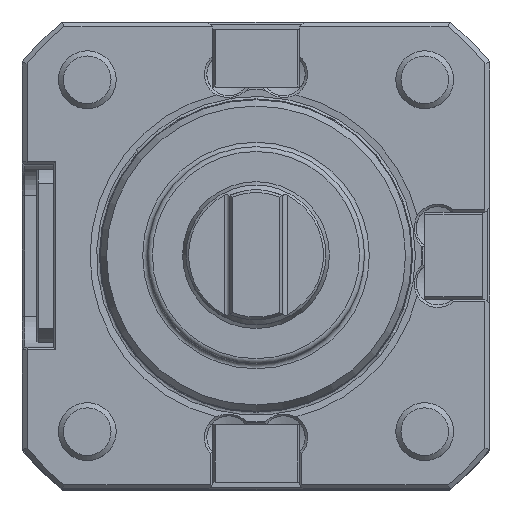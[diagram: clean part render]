
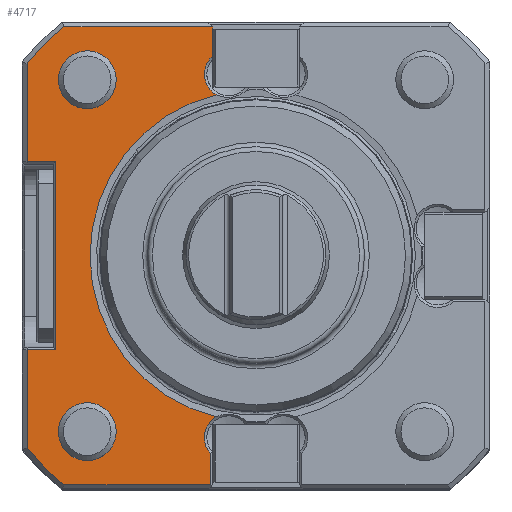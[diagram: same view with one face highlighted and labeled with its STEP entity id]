
A CAD part, top view. The second image highlights one B-rep face of the part: STEP entity #4717.
In plain terms, the highlighted planar face has unit normal (0, 0, 1).
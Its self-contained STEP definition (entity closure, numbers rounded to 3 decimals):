
#167=LINE('',#7652,#481);
#171=LINE('',#7659,#485);
#195=LINE('',#7805,#509);
#196=LINE('',#7807,#510);
#197=LINE('',#7821,#511);
#198=LINE('',#7823,#512);
#201=LINE('',#7829,#515);
#204=LINE('',#7834,#518);
#205=LINE('',#7836,#519);
#206=LINE('',#7842,#520);
#481=VECTOR('',#5922,1000.);
#485=VECTOR('',#5928,1000.);
#509=VECTOR('',#6016,1000.);
#510=VECTOR('',#6019,1000.);
#511=VECTOR('',#6026,1000.);
#512=VECTOR('',#6029,1000.);
#515=VECTOR('',#6034,1000.);
#518=VECTOR('',#6039,1000.);
#519=VECTOR('',#6042,1000.);
#520=VECTOR('',#6049,1000.);
#1439=ORIENTED_EDGE('',*,*,#2572,.F.);
#1440=ORIENTED_EDGE('',*,*,#2573,.F.);
#1441=ORIENTED_EDGE('',*,*,#2571,.T.);
#1442=ORIENTED_EDGE('',*,*,#2570,.T.);
#1443=ORIENTED_EDGE('',*,*,#2567,.T.);
#1444=ORIENTED_EDGE('',*,*,#2564,.T.);
#1445=ORIENTED_EDGE('',*,*,#2563,.T.);
#1446=ORIENTED_EDGE('',*,*,#2561,.T.);
#1447=ORIENTED_EDGE('',*,*,#2559,.T.);
#1448=ORIENTED_EDGE('',*,*,#2558,.T.);
#1449=ORIENTED_EDGE('',*,*,#2553,.T.);
#1450=ORIENTED_EDGE('',*,*,#2538,.T.);
#1451=ORIENTED_EDGE('',*,*,#2509,.T.);
#1452=ORIENTED_EDGE('',*,*,#2574,.F.);
#1453=ORIENTED_EDGE('',*,*,#2504,.F.);
#1454=ORIENTED_EDGE('',*,*,#2500,.T.);
#1455=ORIENTED_EDGE('',*,*,#2499,.T.);
#2499=EDGE_CURVE('',#3112,#3113,#3468,.T.);
#2500=EDGE_CURVE('',#3100,#3112,#167,.T.);
#2504=EDGE_CURVE('',#3100,#3115,#171,.T.);
#2509=EDGE_CURVE('',#3116,#3119,#3470,.T.);
#2538=EDGE_CURVE('',#3137,#3116,#3479,.T.);
#2553=EDGE_CURVE('',#3143,#3137,#3484,.T.);
#2558=EDGE_CURVE('',#3144,#3143,#195,.T.);
#2559=EDGE_CURVE('',#3146,#3144,#196,.T.);
#2561=EDGE_CURVE('',#3147,#3146,#3485,.T.);
#2563=EDGE_CURVE('',#2969,#3147,#197,.T.);
#2564=EDGE_CURVE('',#3148,#2969,#198,.T.);
#2567=EDGE_CURVE('',#3150,#3148,#201,.T.);
#2570=EDGE_CURVE('',#2972,#3150,#204,.T.);
#2571=EDGE_CURVE('',#3113,#2972,#205,.T.);
#2572=EDGE_CURVE('',#3151,#3151,#3486,.T.);
#2573=EDGE_CURVE('',#3152,#3152,#3487,.T.);
#2574=EDGE_CURVE('',#3115,#3119,#206,.T.);
#2969=VERTEX_POINT('',#7156);
#2972=VERTEX_POINT('',#7163);
#3100=VERTEX_POINT('',#7605);
#3112=VERTEX_POINT('',#7644);
#3113=VERTEX_POINT('',#7649);
#3115=VERTEX_POINT('',#7656);
#3116=VERTEX_POINT('',#7666);
#3119=VERTEX_POINT('',#7678);
#3137=VERTEX_POINT('',#7751);
#3143=VERTEX_POINT('',#7794);
#3144=VERTEX_POINT('',#7801);
#3146=VERTEX_POINT('',#7808);
#3147=VERTEX_POINT('',#7815);
#3148=VERTEX_POINT('',#7824);
#3150=VERTEX_POINT('',#7830);
#3151=VERTEX_POINT('',#7839);
#3152=VERTEX_POINT('',#7841);
#3468=CIRCLE('',#5086,62.);
#3470=CIRCLE('',#5091,5.);
#3479=CIRCLE('',#5108,34.429);
#3484=CIRCLE('',#5119,5.);
#3485=CIRCLE('',#5123,62.);
#3486=CIRCLE('',#5130,6.);
#3487=CIRCLE('',#5131,6.);
#3757=EDGE_LOOP('',(#1439));
#3758=EDGE_LOOP('',(#1440));
#3759=EDGE_LOOP('',(#1441,#1442,#1443,#1444,#1445,#1446,#1447,#1448,#1449,
#1450,#1451,#1452,#1453,#1454,#1455));
#4176=FACE_BOUND('',#3757,.T.);
#4177=FACE_BOUND('',#3758,.T.);
#4178=FACE_BOUND('',#3759,.T.);
#4519=PLANE('',#5129);
#4717=ADVANCED_FACE('',(#4176,#4177,#4178),#4519,.T.);
#5086=AXIS2_PLACEMENT_3D('',#7650,#5918,#5919);
#5091=AXIS2_PLACEMENT_3D('',#7679,#5933,#5934);
#5108=AXIS2_PLACEMENT_3D('',#7750,#5982,#5983);
#5119=AXIS2_PLACEMENT_3D('',#7793,#6009,#6010);
#5123=AXIS2_PLACEMENT_3D('',#7814,#6022,#6023);
#5129=AXIS2_PLACEMENT_3D('',#7837,#6043,#6044);
#5130=AXIS2_PLACEMENT_3D('',#7838,#6045,#6046);
#5131=AXIS2_PLACEMENT_3D('',#7840,#6047,#6048);
#5918=DIRECTION('',(0.,0.,1.));
#5919=DIRECTION('',(-1.,0.,0.));
#5922=DIRECTION('',(-1.,0.,0.));
#5928=DIRECTION('',(0.,-1.,0.));
#5933=DIRECTION('',(0.,0.,-1.));
#5934=DIRECTION('',(0.,-1.,0.));
#5982=DIRECTION('',(0.,0.,-1.));
#5983=DIRECTION('',(1.,0.,0.));
#6009=DIRECTION('',(0.,0.,-1.));
#6010=DIRECTION('',(0.,-1.,0.));
#6016=DIRECTION('',(0.,1.,0.));
#6019=DIRECTION('',(1.,0.,0.));
#6022=DIRECTION('',(0.,0.,1.));
#6023=DIRECTION('',(-1.,0.,0.));
#6026=DIRECTION('',(0.,-1.,0.));
#6029=DIRECTION('',(-1.,0.,0.));
#6034=DIRECTION('',(0.,-1.,0.));
#6039=DIRECTION('',(1.,0.,0.));
#6042=DIRECTION('',(0.,-1.,0.));
#6043=DIRECTION('',(0.,0.,1.));
#6044=DIRECTION('',(-1.,0.,0.));
#6045=DIRECTION('',(0.,0.,1.));
#6046=DIRECTION('',(1.,0.,0.));
#6047=DIRECTION('',(0.,0.,1.));
#6048=DIRECTION('',(1.,0.,0.));
#6049=DIRECTION('',(0.,-1.,0.));
#7156=CARTESIAN_POINT('',(-47.5,-19.5,0.));
#7163=CARTESIAN_POINT('',(-47.5,19.5,0.));
#7605=CARTESIAN_POINT('',(-9.,47.5,0.));
#7644=CARTESIAN_POINT('',(-39.847,47.5,0.));
#7649=CARTESIAN_POINT('',(-47.5,39.847,0.));
#7650=CARTESIAN_POINT('',(0.,0.,0.));
#7652=CARTESIAN_POINT('',(-40.209,47.5,0.));
#7656=CARTESIAN_POINT('',(-9.,47.,0.));
#7659=CARTESIAN_POINT('',(-9.,65.,0.));
#7666=CARTESIAN_POINT('',(-8.282,33.418,0.));
#7678=CARTESIAN_POINT('',(-9.,41.456,0.));
#7679=CARTESIAN_POINT('',(-5.7,37.7,0.));
#7750=CARTESIAN_POINT('',(0.,0.,0.));
#7751=CARTESIAN_POINT('',(-8.282,-33.418,0.));
#7793=CARTESIAN_POINT('',(-5.7,-37.7,0.));
#7794=CARTESIAN_POINT('',(-9.5,-40.95,0.));
#7801=CARTESIAN_POINT('',(-9.5,-47.5,0.));
#7805=CARTESIAN_POINT('',(-9.5,0.,0.));
#7807=CARTESIAN_POINT('',(-9.5,-47.5,0.));
#7808=CARTESIAN_POINT('',(-39.847,-47.5,0.));
#7814=CARTESIAN_POINT('',(0.,0.,0.));
#7815=CARTESIAN_POINT('',(-47.5,-39.847,0.));
#7821=CARTESIAN_POINT('',(-47.5,-40.209,0.));
#7823=CARTESIAN_POINT('',(-47.5,-19.5,0.));
#7824=CARTESIAN_POINT('',(-41.5,-19.5,0.));
#7829=CARTESIAN_POINT('',(-41.5,0.,0.));
#7830=CARTESIAN_POINT('',(-41.5,19.5,0.));
#7834=CARTESIAN_POINT('',(-42.,19.5,0.));
#7836=CARTESIAN_POINT('',(-47.5,19.,0.));
#7837=CARTESIAN_POINT('',(63.,0.,0.));
#7838=CARTESIAN_POINT('',(-35.,-36.5,0.));
#7839=CARTESIAN_POINT('',(-29.,-36.5,0.));
#7840=CARTESIAN_POINT('',(-35.,36.5,0.));
#7841=CARTESIAN_POINT('',(-29.,36.5,0.));
#7842=CARTESIAN_POINT('',(-9.,65.,0.));
